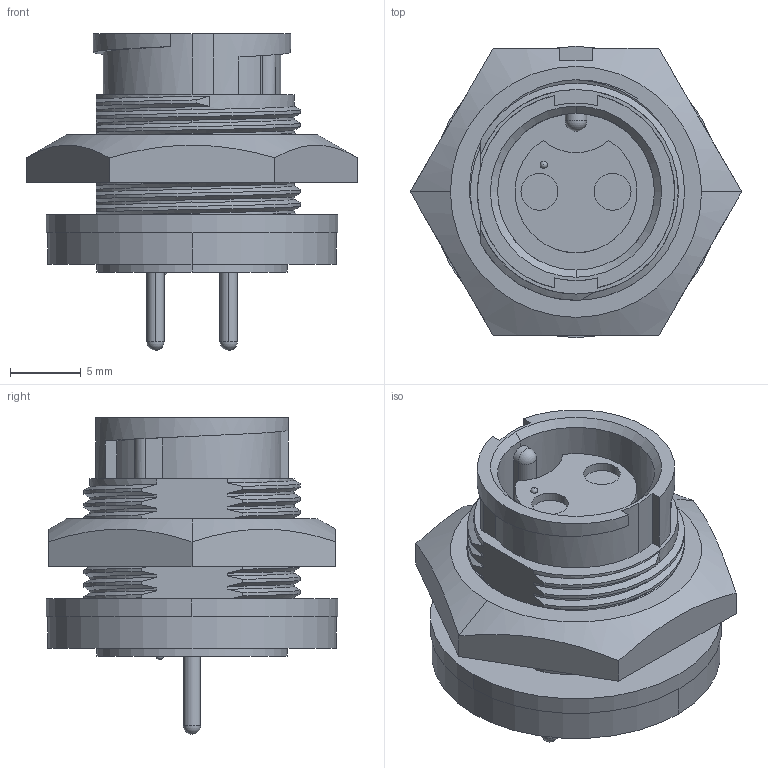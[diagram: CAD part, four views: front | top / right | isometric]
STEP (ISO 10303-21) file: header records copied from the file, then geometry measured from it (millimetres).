
FILE_DESCRIPTION (( 'STEP AP203' ), '1' );
FILE_NAME ('7381-2SG-300.STEP', '2013-09-06T14:33:43', ( 'J0FPBF1' ), ( '' ), 'SwSTEP 2.0', 'SolidWorks 2012', '' );
FILE_SCHEMA (( 'CONFIG_CONTROL_DESIGN' ));
Length unit declared in the file: inch
Products named in the file (1): 7381-2SG-300
Bounding box: 23.46 x 20.62 x 22.43 mm (x, y, z)
Volume: 3392.3 mm3; surface area: 2979.2 mm2
Topology: 2 solids, 2 shells, 146 faces, 400 edges, 265 vertices
Faces by surface type: cylinder 77, plane 36, bspline 24, sphere 5, cone 4
Entity records: 10509 total; most frequent: CARTESIAN_POINT 7237, ORIENTED_EDGE 776, DIRECTION 541, EDGE_CURVE 388, VERTEX_POINT 258, AXIS2_PLACEMENT_3D 195, EDGE_LOOP 160, VECTOR 151
